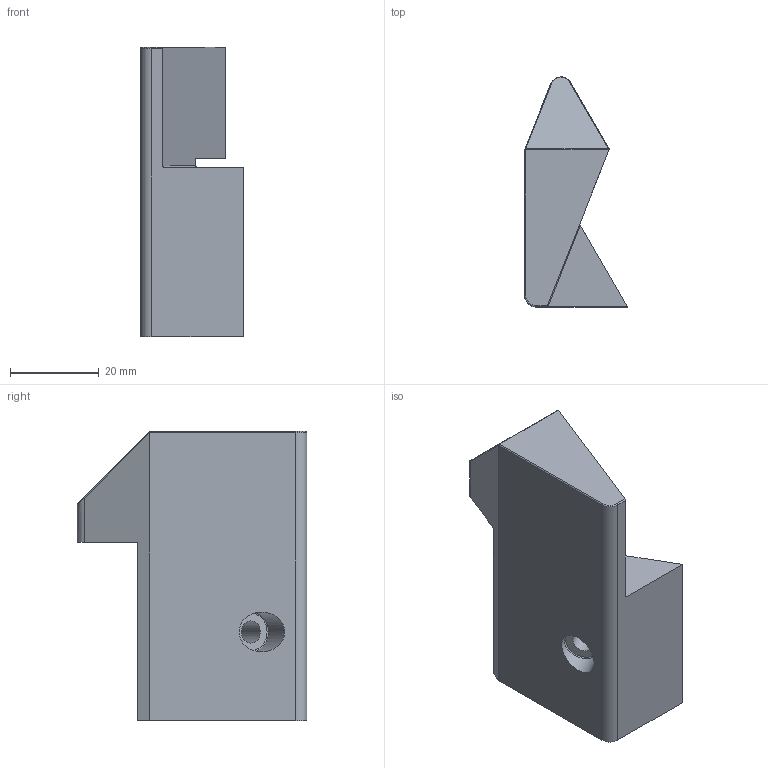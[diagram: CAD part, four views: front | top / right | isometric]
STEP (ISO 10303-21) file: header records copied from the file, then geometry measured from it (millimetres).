
FILE_DESCRIPTION(/* description */ (''),/* implementation_level */ '2;1');
FILE_NAME(/* name */ 'esun_ebox_holder_rear.stp',/* time_stamp */ '2024-09-16T20:14:04+08:00',/* author */ ('user'),/* organization */ (''),/* preprocessor_version */ 'ST-DEVELOPER v20',/* originating_system */ 'Autodesk Inventor 2024',/* authorisation */ '');
FILE_SCHEMA (('AUTOMOTIVE_DESIGN { 1 0 10303 214 3 1 1 }'));
Length unit declared in the file: millimetre
Products named in the file (1): esun_ebox_holder_rear
Bounding box: 23.16 x 51.91 x 65.25 mm (x, y, z)
Volume: 31776.4 mm3; surface area: 8614.9 mm2
Topology: 1 solids, 1 shells, 27 faces, 68 edges, 44 vertices
Faces by surface type: cylinder 12, plane 12, torus 2, bspline 1
Full cylindrical faces by diameter (mm): 5 x1, 8.95 x1
Entity records: 942 total; most frequent: CARTESIAN_POINT 223, DIRECTION 149, ORIENTED_EDGE 136, EDGE_CURVE 68, AXIS2_PLACEMENT_3D 56, VERTEX_POINT 44, LINE 37, VECTOR 37
